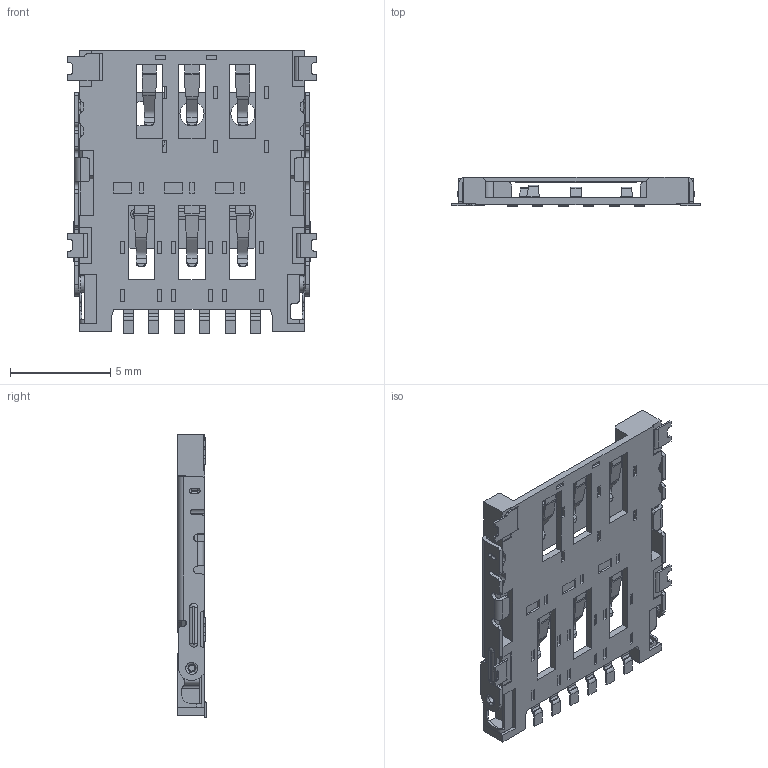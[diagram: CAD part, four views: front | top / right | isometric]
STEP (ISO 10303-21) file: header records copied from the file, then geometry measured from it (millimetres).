
FILE_DESCRIPTION( ( 'STEP AP214' ), '1' );
FILE_NAME( 'SIM8060-6-0-14-00-A.stp', '2021-04-13T14:34:52', ( 'License CC BY-ND 4.0' ), ( 'CADENAS' ), ' ', 'PARTsolutions', ' ' );
FILE_SCHEMA( ( 'AUTOMOTIVE_DESIGN { 1 0 10303 214 1 1 1 1 }' ) );
Length unit declared in the file: millimetre
Products named in the file (3): SIM8060-6-0-14-00-A; ÕóÁÐ(ÏßÐÔ)2; ÊäÈë1
Assembly tree (2 placements, depth 2):
  SIM8060-6-0-14-00-A
    ÕóÁÐ(ÏßÐÔ)2
    ÊäÈë1
Bounding box: 12.4 x 1.43 x 14.1 mm (x, y, z)
Volume: 79.1 mm3; surface area: 623.5 mm2
Topology: 2 solids, 2 shells, 1114 faces, 2967 edges, 1932 vertices
Faces by surface type: plane 798, cylinder 213, bspline 85, cone 18
Full cylindrical faces by diameter (mm): 0.4 x2, 0.8 x2, 1.2 x3
Entity records: 46786 total; most frequent: CARTESIAN_POINT 10449, ORIENTED_EDGE 5900, DIRECTION 5260, EDGE_CURVE 2950, LINE 2304, VECTOR 2304, VERTEX_POINT 1930, AXIS2_PLACEMENT_3D 1478
